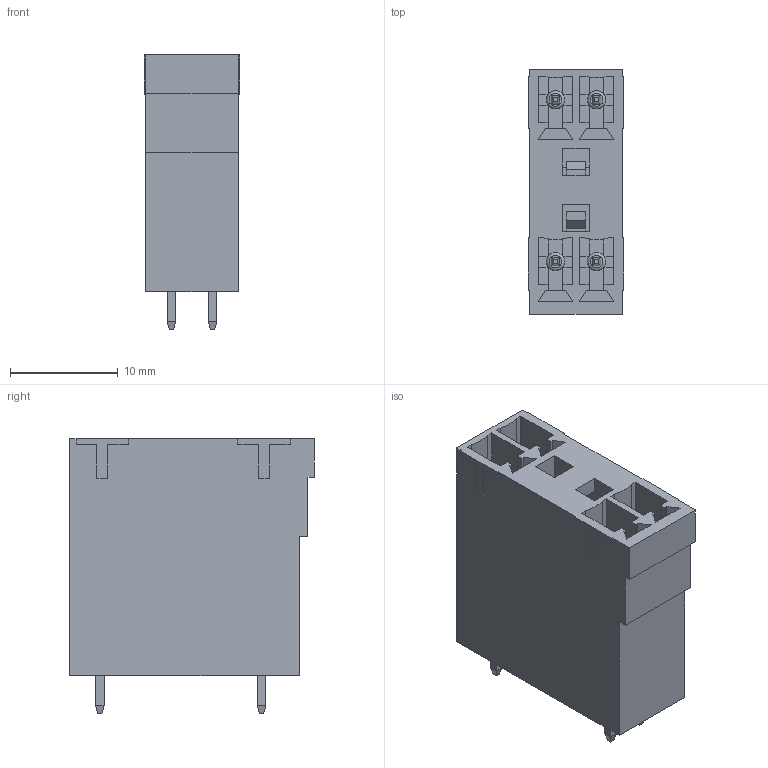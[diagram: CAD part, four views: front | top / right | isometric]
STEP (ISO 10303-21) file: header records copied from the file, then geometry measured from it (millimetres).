
FILE_DESCRIPTION(/* description */ ('Unknown'),/* implementation_level */ '2;1');
FILE_NAME(/* name */ '691329300004',/* time_stamp */ '2023-08-23T17:38:44+02:00',/* author */ ('Unknown'),/* organization */ ('Unknown'),/* preprocessor_version */ 'ST-DEVELOPER v18.102',/* originating_system */ 'Solid Edge',/* authorisation */ 'Unknown');
FILE_SCHEMA (('AUTOMOTIVE_DESIGN {1 0 10303 214 3 1 1}'));
Length unit declared in the file: millimetre
Products named in the file (4): 6913293000xx; 691329300004; 6913293000xx_PIN; 691329300004_CAPOT
Assembly tree (6 placements, depth 2):
  6913293000xx
    691329300004
    6913293000xx_PIN  x4
    691329300004_CAPOT
Bounding box: 8.81 x 22.7 x 25.5 mm (x, y, z)
Volume: 1897.6 mm3; surface area: 4820.2 mm2
Topology: 6 solids, 6 shells, 384 faces, 1034 edges, 662 vertices
Faces by surface type: plane 372, cylinder 8, torus 4
Full cylindrical faces by diameter (mm): 1.68 x4
Entity records: 10760 total; most frequent: CARTESIAN_POINT 1897, ORIENTED_EDGE 1876, DIRECTION 1676, EDGE_CURVE 938, LINE 898, VECTOR 898, VERTEX_POINT 610, AXIS2_PLACEMENT_3D 389
